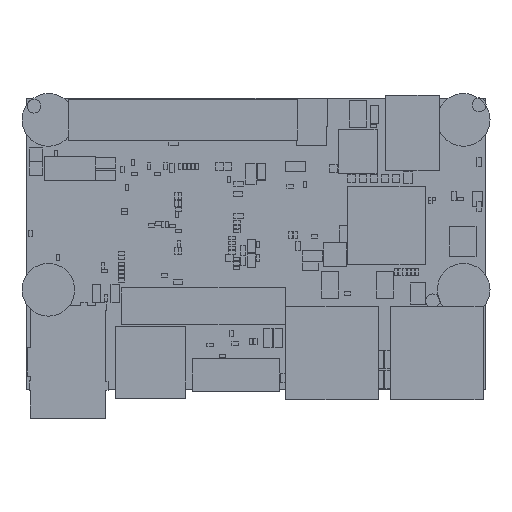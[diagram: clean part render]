
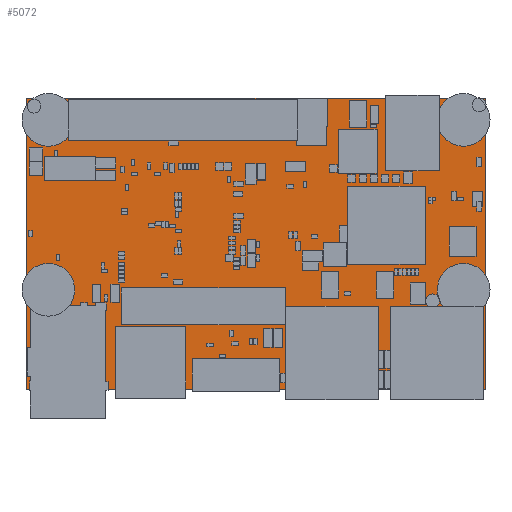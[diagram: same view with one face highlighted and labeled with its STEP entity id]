
A CAD part, top view. The second image highlights one B-rep face of the part: STEP entity #5072.
In plain terms, the highlighted planar face has unit normal (0, 0, 1).
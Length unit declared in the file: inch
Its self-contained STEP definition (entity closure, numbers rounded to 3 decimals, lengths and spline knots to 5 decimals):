
#3741=FACE_OUTER_BOUND($,#4200,.F.);
#3753=FACE_OUTER_BOUND($,#4212,.T.);
#3757=FACE_OUTER_BOUND($,#4216,.T.);
#3761=FACE_OUTER_BOUND($,#4220,.T.);
#3765=FACE_OUTER_BOUND($,#4224,.T.);
#3769=FACE_OUTER_BOUND($,#4228,.T.);
#3773=FACE_OUTER_BOUND($,#4232,.T.);
#3777=FACE_OUTER_BOUND($,#4236,.T.);
#3781=FACE_OUTER_BOUND($,#4240,.T.);
#3785=FACE_OUTER_BOUND($,#4244,.T.);
#3789=FACE_OUTER_BOUND($,#4248,.T.);
#4200=EDGE_LOOP($,(#6964,#6965,#6966,#6967,#6968,#6969,#6970,#6971,#6972,
#6973));
#4212=EDGE_LOOP($,(#7024,#7025));
#4216=EDGE_LOOP($,(#7036,#7037));
#4220=EDGE_LOOP($,(#7048,#7049));
#4224=EDGE_LOOP($,(#7060,#7061));
#4228=EDGE_LOOP($,(#7072,#7073));
#4232=EDGE_LOOP($,(#7084,#7085));
#4236=EDGE_LOOP($,(#7096,#7097));
#4240=EDGE_LOOP($,(#7108,#7109));
#4244=EDGE_LOOP($,(#7120,#7121));
#4248=EDGE_LOOP($,(#7132,#7133));
#4659=PLANE($,#5565);
#5072=ADVANCED_FACE($,(#3741,#3753,#3757,#3761,#3765,#3769,#3773,#3777,
#3781,#3785,#3789),#4659,.T.);
#5511=CIRCLE($,#5563,0.00787);
#5512=CIRCLE($,#5564,0.00787);
#5515=CIRCLE($,#5579,0.02);
#5516=CIRCLE($,#5580,0.02);
#5519=CIRCLE($,#5585,0.02);
#5520=CIRCLE($,#5586,0.02);
#5523=CIRCLE($,#5591,0.0235);
#5524=CIRCLE($,#5592,0.0235);
#5527=CIRCLE($,#5597,0.0235);
#5528=CIRCLE($,#5598,0.0235);
#5531=CIRCLE($,#5603,0.0235);
#5532=CIRCLE($,#5604,0.0235);
#5535=CIRCLE($,#5609,0.0235);
#5536=CIRCLE($,#5610,0.0235);
#5539=CIRCLE($,#5615,0.024);
#5540=CIRCLE($,#5616,0.024);
#5543=CIRCLE($,#5621,0.016);
#5544=CIRCLE($,#5622,0.016);
#5547=CIRCLE($,#5627,0.026);
#5548=CIRCLE($,#5628,0.026);
#5551=CIRCLE($,#5633,0.026);
#5552=CIRCLE($,#5634,0.026);
#5563=AXIS2_PLACEMENT_3D($,#15628,#13460,$);
#5564=AXIS2_PLACEMENT_3D($,#15629,#13460,$);
#5565=AXIS2_PLACEMENT_3D($,#15618,#13460,$);
#5579=AXIS2_PLACEMENT_3D($,#15648,#13460,$);
#5580=AXIS2_PLACEMENT_3D($,#15649,#13460,$);
#5585=AXIS2_PLACEMENT_3D($,#15660,#13460,$);
#5586=AXIS2_PLACEMENT_3D($,#15661,#13460,$);
#5591=AXIS2_PLACEMENT_3D($,#15672,#13460,$);
#5592=AXIS2_PLACEMENT_3D($,#15673,#13460,$);
#5597=AXIS2_PLACEMENT_3D($,#15684,#13460,$);
#5598=AXIS2_PLACEMENT_3D($,#15685,#13460,$);
#5603=AXIS2_PLACEMENT_3D($,#15696,#13460,$);
#5604=AXIS2_PLACEMENT_3D($,#15697,#13460,$);
#5609=AXIS2_PLACEMENT_3D($,#15708,#13460,$);
#5610=AXIS2_PLACEMENT_3D($,#15709,#13460,$);
#5615=AXIS2_PLACEMENT_3D($,#15720,#13460,$);
#5616=AXIS2_PLACEMENT_3D($,#15721,#13460,$);
#5621=AXIS2_PLACEMENT_3D($,#15732,#13460,$);
#5622=AXIS2_PLACEMENT_3D($,#15733,#13460,$);
#5627=AXIS2_PLACEMENT_3D($,#15744,#13460,$);
#5628=AXIS2_PLACEMENT_3D($,#15745,#13460,$);
#5633=AXIS2_PLACEMENT_3D($,#15756,#13460,$);
#5634=AXIS2_PLACEMENT_3D($,#15757,#13460,$);
#6964=ORIENTED_EDGE($,*,*,#8842,.T.);
#6965=ORIENTED_EDGE($,*,*,#8843,.T.);
#6966=ORIENTED_EDGE($,*,*,#8844,.T.);
#6967=ORIENTED_EDGE($,*,*,#8845,.T.);
#6968=ORIENTED_EDGE($,*,*,#8846,.T.);
#6969=ORIENTED_EDGE($,*,*,#8847,.T.);
#6970=ORIENTED_EDGE($,*,*,#8848,.T.);
#6971=ORIENTED_EDGE($,*,*,#8849,.T.);
#6972=ORIENTED_EDGE($,*,*,#8850,.T.);
#6973=ORIENTED_EDGE($,*,*,#8851,.T.);
#7024=ORIENTED_EDGE($,*,*,#8873,.T.);
#7025=ORIENTED_EDGE($,*,*,#8874,.T.);
#7036=ORIENTED_EDGE($,*,*,#8880,.T.);
#7037=ORIENTED_EDGE($,*,*,#8881,.T.);
#7048=ORIENTED_EDGE($,*,*,#8887,.T.);
#7049=ORIENTED_EDGE($,*,*,#8888,.T.);
#7060=ORIENTED_EDGE($,*,*,#8894,.T.);
#7061=ORIENTED_EDGE($,*,*,#8895,.T.);
#7072=ORIENTED_EDGE($,*,*,#8901,.T.);
#7073=ORIENTED_EDGE($,*,*,#8902,.T.);
#7084=ORIENTED_EDGE($,*,*,#8908,.T.);
#7085=ORIENTED_EDGE($,*,*,#8909,.T.);
#7096=ORIENTED_EDGE($,*,*,#8915,.T.);
#7097=ORIENTED_EDGE($,*,*,#8916,.T.);
#7108=ORIENTED_EDGE($,*,*,#8922,.T.);
#7109=ORIENTED_EDGE($,*,*,#8923,.T.);
#7120=ORIENTED_EDGE($,*,*,#8929,.T.);
#7121=ORIENTED_EDGE($,*,*,#8930,.T.);
#7132=ORIENTED_EDGE($,*,*,#8936,.T.);
#7133=ORIENTED_EDGE($,*,*,#8937,.T.);
#8842=EDGE_CURVE($,#11774,#11775,#10814,.T.);
#8843=EDGE_CURVE($,#11775,#11776,#5511,.T.);
#8844=EDGE_CURVE($,#11776,#11777,#10815,.T.);
#8845=EDGE_CURVE($,#11777,#11778,#10816,.T.);
#8846=EDGE_CURVE($,#11778,#11779,#10817,.T.);
#8847=EDGE_CURVE($,#11779,#11780,#10818,.T.);
#8848=EDGE_CURVE($,#11780,#11781,#10819,.T.);
#8849=EDGE_CURVE($,#11781,#11782,#10820,.T.);
#8850=EDGE_CURVE($,#11782,#11783,#10821,.T.);
#8851=EDGE_CURVE($,#11783,#11774,#5512,.T.);
#8873=EDGE_CURVE($,#11796,#11797,#5515,.F.);
#8874=EDGE_CURVE($,#11797,#11796,#5516,.F.);
#8880=EDGE_CURVE($,#11802,#11803,#5519,.F.);
#8881=EDGE_CURVE($,#11803,#11802,#5520,.F.);
#8887=EDGE_CURVE($,#11808,#11809,#5523,.F.);
#8888=EDGE_CURVE($,#11809,#11808,#5524,.F.);
#8894=EDGE_CURVE($,#11814,#11815,#5527,.F.);
#8895=EDGE_CURVE($,#11815,#11814,#5528,.F.);
#8901=EDGE_CURVE($,#11820,#11821,#5531,.F.);
#8902=EDGE_CURVE($,#11821,#11820,#5532,.F.);
#8908=EDGE_CURVE($,#11826,#11827,#5535,.F.);
#8909=EDGE_CURVE($,#11827,#11826,#5536,.F.);
#8915=EDGE_CURVE($,#11832,#11833,#5539,.F.);
#8916=EDGE_CURVE($,#11833,#11832,#5540,.F.);
#8922=EDGE_CURVE($,#11838,#11839,#5543,.F.);
#8923=EDGE_CURVE($,#11839,#11838,#5544,.F.);
#8929=EDGE_CURVE($,#11844,#11845,#5547,.F.);
#8930=EDGE_CURVE($,#11845,#11844,#5548,.F.);
#8936=EDGE_CURVE($,#11850,#11851,#5551,.F.);
#8937=EDGE_CURVE($,#11851,#11850,#5552,.F.);
#9854=VECTOR($,#13463,0.32677);
#9855=VECTOR($,#13464,0.22315);
#9856=VECTOR($,#13465,0.73425);
#9857=VECTOR($,#13466,2.12598);
#9858=VECTOR($,#13467,3.34646);
#9859=VECTOR($,#13468,2.12598);
#9860=VECTOR($,#13469,2.26968);
#9861=VECTOR($,#13470,0.22315);
#10814=LINE($,#15617,#9854);
#10815=LINE($,#15619,#9855);
#10816=LINE($,#15620,#9856);
#10817=LINE($,#15621,#9857);
#10818=LINE($,#15622,#9858);
#10819=LINE($,#15623,#9859);
#10820=LINE($,#15624,#9860);
#10821=LINE($,#15625,#9861);
#11774=VERTEX_POINT($,#15617);
#11775=VERTEX_POINT($,#15618);
#11776=VERTEX_POINT($,#15619);
#11777=VERTEX_POINT($,#15620);
#11778=VERTEX_POINT($,#15621);
#11779=VERTEX_POINT($,#15622);
#11780=VERTEX_POINT($,#15623);
#11781=VERTEX_POINT($,#15624);
#11782=VERTEX_POINT($,#15625);
#11783=VERTEX_POINT($,#15626);
#11796=VERTEX_POINT($,#15645);
#11797=VERTEX_POINT($,#15646);
#11802=VERTEX_POINT($,#15657);
#11803=VERTEX_POINT($,#15658);
#11808=VERTEX_POINT($,#15669);
#11809=VERTEX_POINT($,#15670);
#11814=VERTEX_POINT($,#15681);
#11815=VERTEX_POINT($,#15682);
#11820=VERTEX_POINT($,#15693);
#11821=VERTEX_POINT($,#15694);
#11826=VERTEX_POINT($,#15705);
#11827=VERTEX_POINT($,#15706);
#11832=VERTEX_POINT($,#15717);
#11833=VERTEX_POINT($,#15718);
#11838=VERTEX_POINT($,#15729);
#11839=VERTEX_POINT($,#15730);
#11844=VERTEX_POINT($,#15741);
#11845=VERTEX_POINT($,#15742);
#11850=VERTEX_POINT($,#15753);
#11851=VERTEX_POINT($,#15754);
#13460=DIRECTION($,(0.,0.,1.));
#13463=DIRECTION($,(-1.,0.,0.));
#13464=DIRECTION($,(0.,-1.,0.));
#13465=DIRECTION($,(-1.,0.,0.));
#13466=DIRECTION($,(0.,1.,0.));
#13467=DIRECTION($,(1.,0.,0.));
#13468=DIRECTION($,(0.,-1.,0.));
#13469=DIRECTION($,(-1.,0.,0.));
#13470=DIRECTION($,(0.,1.,0.));
#15617=CARTESIAN_POINT('',(0.91142,-0.49732,0.));
#15618=CARTESIAN_POINT('',(0.58465,-0.49732,0.));
#15619=CARTESIAN_POINT('',(0.57677,-0.5052,0.));
#15620=CARTESIAN_POINT('',(0.57677,-0.72835,0.));
#15621=CARTESIAN_POINT('',(-0.15748,-0.72835,0.));
#15622=CARTESIAN_POINT('',(-0.15748,1.39764,0.));
#15623=CARTESIAN_POINT('',(3.18898,1.39764,0.));
#15624=CARTESIAN_POINT('',(3.18898,-0.72835,0.));
#15625=CARTESIAN_POINT('',(0.91929,-0.72835,0.));
#15626=CARTESIAN_POINT('',(0.91929,-0.5052,0.));
#15628=CARTESIAN_POINT('',(0.58465,-0.5052,0.));
#15629=CARTESIAN_POINT('',(0.91142,-0.5052,0.));
#15645=CARTESIAN_POINT('',(0.58102,-0.30244,0.));
#15646=CARTESIAN_POINT('',(0.54102,-0.30244,0.));
#15648=CARTESIAN_POINT('',(0.56102,-0.30244,0.));
#15649=CARTESIAN_POINT('',(0.56102,-0.30244,0.));
#15657=CARTESIAN_POINT('',(0.95504,-0.30244,0.));
#15658=CARTESIAN_POINT('',(0.91504,-0.30244,0.));
#15660=CARTESIAN_POINT('',(0.93504,-0.30244,0.));
#15661=CARTESIAN_POINT('',(0.93504,-0.30244,0.));
#15669=CARTESIAN_POINT('',(1.17787,1.23148,0.));
#15670=CARTESIAN_POINT('',(1.13087,1.23148,0.));
#15672=CARTESIAN_POINT('',(1.15437,1.23148,0.));
#15673=CARTESIAN_POINT('',(1.15437,1.23148,0.));
#15681=CARTESIAN_POINT('',(0.78417,1.23148,0.));
#15682=CARTESIAN_POINT('',(0.73717,1.23148,0.));
#15684=CARTESIAN_POINT('',(0.76067,1.23148,0.));
#15685=CARTESIAN_POINT('',(0.76067,1.23148,0.));
#15693=CARTESIAN_POINT('',(1.90665,1.23148,0.));
#15694=CARTESIAN_POINT('',(1.85965,1.23148,0.));
#15696=CARTESIAN_POINT('',(1.88315,1.23148,0.));
#15697=CARTESIAN_POINT('',(1.88315,1.23148,0.));
#15705=CARTESIAN_POINT('',(1.98539,1.23148,0.));
#15706=CARTESIAN_POINT('',(1.93839,1.23148,0.));
#15708=CARTESIAN_POINT('',(1.96189,1.23148,0.));
#15709=CARTESIAN_POINT('',(1.96189,1.23148,0.));
#15717=CARTESIAN_POINT('',(0.60077,-0.12008,0.));
#15718=CARTESIAN_POINT('',(0.55277,-0.12008,0.));
#15720=CARTESIAN_POINT('',(0.57677,-0.12008,0.));
#15721=CARTESIAN_POINT('',(0.57677,-0.12008,0.));
#15729=CARTESIAN_POINT('',(1.70301,-0.12008,0.));
#15730=CARTESIAN_POINT('',(1.67101,-0.12008,0.));
#15732=CARTESIAN_POINT('',(1.68701,-0.12008,0.));
#15733=CARTESIAN_POINT('',(1.68701,-0.12008,0.));
#15741=CARTESIAN_POINT('',(2.76222,1.24004,0.));
#15742=CARTESIAN_POINT('',(2.71022,1.24004,0.));
#15744=CARTESIAN_POINT('',(2.73622,1.24004,0.));
#15745=CARTESIAN_POINT('',(2.73622,1.24004,0.));
#15753=CARTESIAN_POINT('',(2.60474,1.24004,0.));
#15754=CARTESIAN_POINT('',(2.55274,1.24004,0.));
#15756=CARTESIAN_POINT('',(2.57874,1.24004,0.));
#15757=CARTESIAN_POINT('',(2.57874,1.24004,0.));
